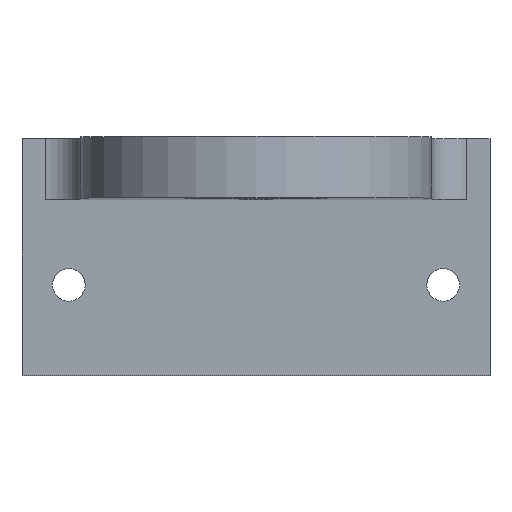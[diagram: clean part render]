
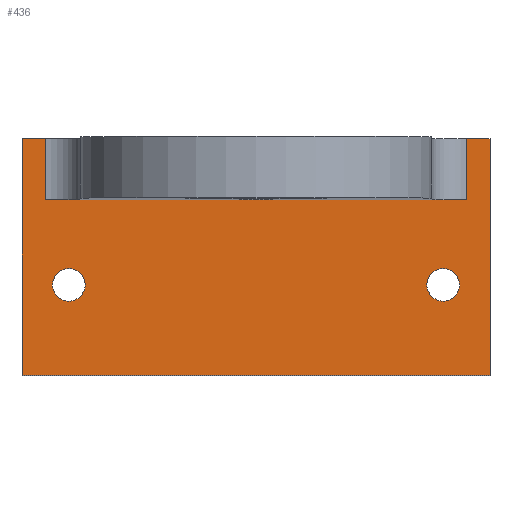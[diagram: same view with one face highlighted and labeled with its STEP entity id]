
A CAD part, top view. The second image highlights one B-rep face of the part: STEP entity #436.
In plain terms, the highlighted planar face has unit normal (0, 0, 1).
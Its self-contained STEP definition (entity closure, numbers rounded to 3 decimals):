
#28=FACE_BOUND('',#97,.T.);
#29=FACE_BOUND('',#98,.T.);
#47=CIRCLE('',#474,1.4);
#48=CIRCLE('',#475,1.4);
#73=FACE_OUTER_BOUND('',#96,.T.);
#96=EDGE_LOOP('',(#306,#307,#308,#309,#310,#311,#312,#313));
#97=EDGE_LOOP('',(#314));
#98=EDGE_LOOP('',(#315));
#138=LINE('',#660,#172);
#139=LINE('',#662,#173);
#140=LINE('',#664,#174);
#141=LINE('',#666,#175);
#142=LINE('',#668,#176);
#143=LINE('',#670,#177);
#144=LINE('',#672,#178);
#145=LINE('',#673,#179);
#172=VECTOR('',#526,10.);
#173=VECTOR('',#527,10.);
#174=VECTOR('',#528,10.);
#175=VECTOR('',#529,10.);
#176=VECTOR('',#530,10.);
#177=VECTOR('',#531,10.);
#178=VECTOR('',#532,10.);
#179=VECTOR('',#533,10.);
#206=VERTEX_POINT('',#658);
#207=VERTEX_POINT('',#659);
#208=VERTEX_POINT('',#661);
#209=VERTEX_POINT('',#663);
#210=VERTEX_POINT('',#665);
#211=VERTEX_POINT('',#667);
#212=VERTEX_POINT('',#669);
#213=VERTEX_POINT('',#671);
#214=VERTEX_POINT('',#674);
#215=VERTEX_POINT('',#676);
#246=EDGE_CURVE('',#206,#207,#138,.T.);
#247=EDGE_CURVE('',#208,#207,#139,.T.);
#248=EDGE_CURVE('',#209,#208,#140,.T.);
#249=EDGE_CURVE('',#209,#210,#141,.T.);
#250=EDGE_CURVE('',#211,#210,#142,.T.);
#251=EDGE_CURVE('',#211,#212,#143,.T.);
#252=EDGE_CURVE('',#213,#212,#144,.T.);
#253=EDGE_CURVE('',#206,#213,#145,.T.);
#254=EDGE_CURVE('',#214,#214,#47,.T.);
#255=EDGE_CURVE('',#215,#215,#48,.T.);
#306=ORIENTED_EDGE('',*,*,#246,.T.);
#307=ORIENTED_EDGE('',*,*,#247,.F.);
#308=ORIENTED_EDGE('',*,*,#248,.F.);
#309=ORIENTED_EDGE('',*,*,#249,.T.);
#310=ORIENTED_EDGE('',*,*,#250,.F.);
#311=ORIENTED_EDGE('',*,*,#251,.T.);
#312=ORIENTED_EDGE('',*,*,#252,.F.);
#313=ORIENTED_EDGE('',*,*,#253,.F.);
#314=ORIENTED_EDGE('',*,*,#254,.T.);
#315=ORIENTED_EDGE('',*,*,#255,.T.);
#426=PLANE('',#473);
#436=ADVANCED_FACE('',(#73,#28,#29),#426,.T.);
#473=AXIS2_PLACEMENT_3D('',#657,#524,#525);
#474=AXIS2_PLACEMENT_3D('',#675,#534,#535);
#475=AXIS2_PLACEMENT_3D('',#677,#536,#537);
#524=DIRECTION('center_axis',(0.,0.,1.));
#525=DIRECTION('ref_axis',(-1.,0.,0.));
#526=DIRECTION('',(0.,-1.,0.));
#527=DIRECTION('',(1.,0.,0.));
#528=DIRECTION('',(0.,-1.,0.));
#529=DIRECTION('',(-1.,0.,0.));
#530=DIRECTION('',(0.,1.,0.));
#531=DIRECTION('',(1.,0.,0.));
#532=DIRECTION('',(0.,-1.,0.));
#533=DIRECTION('',(1.,0.,0.));
#534=DIRECTION('center_axis',(0.,0.,-1.));
#535=DIRECTION('ref_axis',(-1.,0.,0.));
#536=DIRECTION('center_axis',(0.,0.,-1.));
#537=DIRECTION('ref_axis',(-1.,0.,0.));
#657=CARTESIAN_POINT('Origin',(15.,0.,-92.));
#658=CARTESIAN_POINT('',(18.,5.25,-92.));
#659=CARTESIAN_POINT('',(18.,0.,-92.));
#660=CARTESIAN_POINT('',(18.,0.,-92.));
#661=CARTESIAN_POINT('',(-18.,0.,-92.));
#662=CARTESIAN_POINT('',(7.5,0.,-92.));
#663=CARTESIAN_POINT('',(-18.,5.25,-92.));
#664=CARTESIAN_POINT('',(-18.,0.,-92.));
#665=CARTESIAN_POINT('',(-20.,5.25,-92.));
#666=CARTESIAN_POINT('',(-15.,5.25,-92.));
#667=CARTESIAN_POINT('',(-20.,-15.,-92.));
#668=CARTESIAN_POINT('',(-20.,0.,-92.));
#669=CARTESIAN_POINT('',(20.,-15.,-92.));
#670=CARTESIAN_POINT('',(7.5,-15.,-92.));
#671=CARTESIAN_POINT('',(20.,5.25,-92.));
#672=CARTESIAN_POINT('',(20.,0.,-92.));
#673=CARTESIAN_POINT('',(15.,5.25,-92.));
#674=CARTESIAN_POINT('',(17.4,-7.25,-92.));
#675=CARTESIAN_POINT('Origin',(16.,-7.25,-92.));
#676=CARTESIAN_POINT('',(-14.6,-7.25,-92.));
#677=CARTESIAN_POINT('Origin',(-16.,-7.25,-92.));
